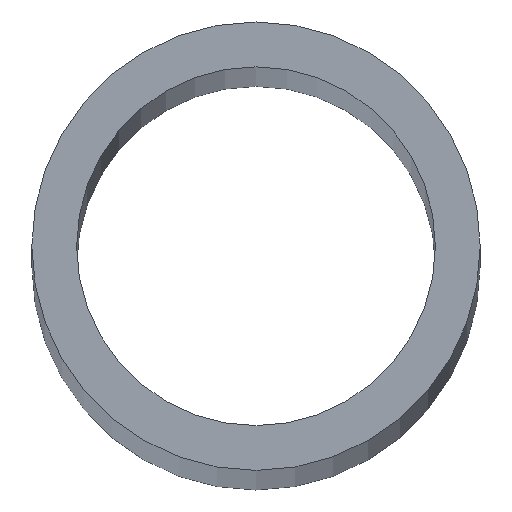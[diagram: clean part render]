
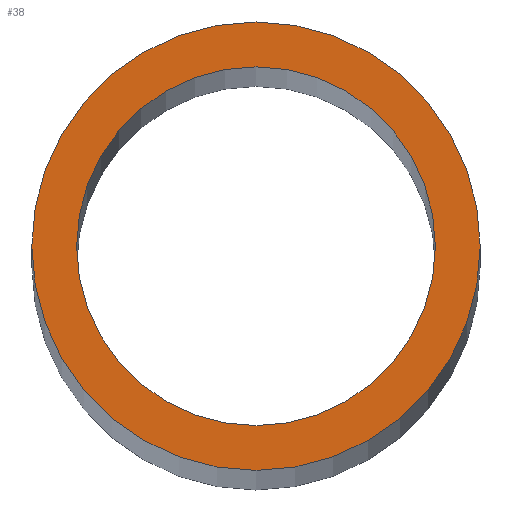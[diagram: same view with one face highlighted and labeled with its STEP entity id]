
A CAD part, top view. The second image highlights one B-rep face of the part: STEP entity #38.
In plain terms, the highlighted planar face has unit normal (0, 0, 1).
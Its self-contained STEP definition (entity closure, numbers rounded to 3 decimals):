
#5 = VERTEX_POINT ( 'NONE', #42 ) ;
#7 = CARTESIAN_POINT ( 'NONE',  ( 5., 0., 250. ) ) ;
#8 = ORIENTED_EDGE ( 'NONE', *, *, #61, .F. ) ;
#9 = FACE_BOUND ( 'NONE', #70, .T. ) ;
#10 = PLANE ( 'NONE',  #182 ) ;
#17 = CIRCLE ( 'NONE', #75, 4. ) ;
#25 = VERTEX_POINT ( 'NONE', #99 ) ;
#26 = ORIENTED_EDGE ( 'NONE', *, *, #245, .T. ) ;
#27 = VERTEX_POINT ( 'NONE', #7 ) ;
#29 = DIRECTION ( 'NONE',  ( 0., 0., 1. ) ) ;
#38 = ADVANCED_FACE ( 'NONE', ( #142, #9 ), #10, .T. ) ;
#42 = CARTESIAN_POINT ( 'NONE',  ( 4., 0., 250. ) ) ;
#52 = DIRECTION ( 'NONE',  ( 1., 0., 0. ) ) ;
#60 = CARTESIAN_POINT ( 'NONE',  ( 0., 0., 250. ) ) ;
#61 = EDGE_CURVE ( 'NONE', #25, #5, #94, .T. ) ;
#66 = CARTESIAN_POINT ( 'NONE',  ( 0., 0., 250. ) ) ;
#70 = EDGE_LOOP ( 'NONE', ( #8, #163 ) ) ;
#75 = AXIS2_PLACEMENT_3D ( 'NONE', #84, #173, #101 ) ;
#76 = DIRECTION ( 'NONE',  ( 1., 0., 0. ) ) ;
#84 = CARTESIAN_POINT ( 'NONE',  ( 0., 0., 250. ) ) ;
#94 = CIRCLE ( 'NONE', #227, 4. ) ;
#95 = DIRECTION ( 'NONE',  ( 0., 0., 1. ) ) ;
#99 = CARTESIAN_POINT ( 'NONE',  ( -4., 0., 250. ) ) ;
#101 = DIRECTION ( 'NONE',  ( 1., 0., 0. ) ) ;
#115 = CIRCLE ( 'NONE', #129, 5. ) ;
#121 = CARTESIAN_POINT ( 'NONE',  ( 0., 0., 250. ) ) ;
#122 = CARTESIAN_POINT ( 'NONE',  ( 0., 0., 250. ) ) ;
#129 = AXIS2_PLACEMENT_3D ( 'NONE', #122, #29, #52 ) ;
#135 = EDGE_CURVE ( 'NONE', #27, #239, #115, .T. ) ;
#137 = DIRECTION ( 'NONE',  ( 0., 0., 1. ) ) ;
#142 = FACE_OUTER_BOUND ( 'NONE', #183, .T. ) ;
#149 = CIRCLE ( 'NONE', #155, 5. ) ;
#155 = AXIS2_PLACEMENT_3D ( 'NONE', #66, #210, #191 ) ;
#163 = ORIENTED_EDGE ( 'NONE', *, *, #165, .F. ) ;
#165 = EDGE_CURVE ( 'NONE', #5, #25, #17, .T. ) ;
#173 = DIRECTION ( 'NONE',  ( 0., 0., 1. ) ) ;
#180 = ORIENTED_EDGE ( 'NONE', *, *, #135, .T. ) ;
#182 = AXIS2_PLACEMENT_3D ( 'NONE', #121, #95, #237 ) ;
#183 = EDGE_LOOP ( 'NONE', ( #26, #180 ) ) ;
#191 = DIRECTION ( 'NONE',  ( 1., 0., 0. ) ) ;
#210 = DIRECTION ( 'NONE',  ( 0., 0., 1. ) ) ;
#227 = AXIS2_PLACEMENT_3D ( 'NONE', #60, #137, #76 ) ;
#237 = DIRECTION ( 'NONE',  ( 1., 0., 0. ) ) ;
#239 = VERTEX_POINT ( 'NONE', #244 ) ;
#244 = CARTESIAN_POINT ( 'NONE',  ( -5., 0., 250. ) ) ;
#245 = EDGE_CURVE ( 'NONE', #239, #27, #149, .T. ) ;
